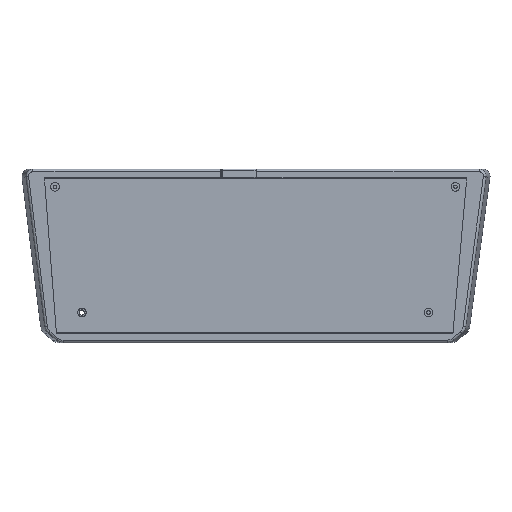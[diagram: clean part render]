
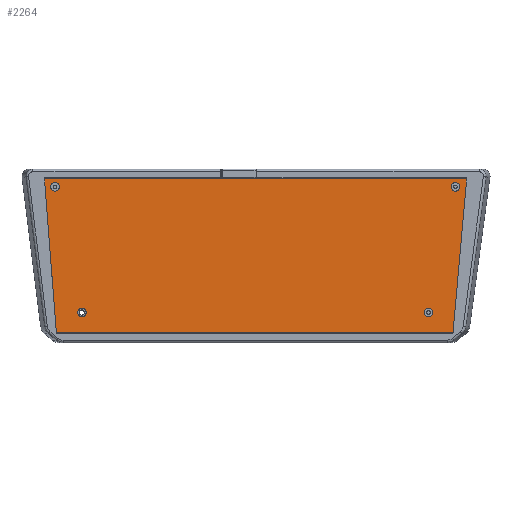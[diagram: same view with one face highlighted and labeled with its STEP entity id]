
A CAD part, top view. The second image highlights one B-rep face of the part: STEP entity #2264.
In plain terms, the highlighted planar face has unit normal (0, 0, 1).
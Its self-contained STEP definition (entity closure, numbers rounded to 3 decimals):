
#56=FACE_BOUND('',#474,.T.);
#212=PLANE('',#2442);
#325=FACE_OUTER_BOUND('',#473,.T.);
#473=EDGE_LOOP('',(#2019,#2020,#2021,#2022));
#474=EDGE_LOOP('',(#2023,#2024,#2025,#2026,#2027,#2028));
#660=LINE('',#3513,#878);
#683=LINE('',#3578,#901);
#685=LINE('',#3581,#903);
#714=LINE('',#3831,#932);
#878=VECTOR('',#2750,10.);
#901=VECTOR('',#2807,10.);
#903=VECTOR('',#2811,10.);
#932=VECTOR('',#2948,10.);
#946=B_SPLINE_CURVE_WITH_KNOTS('',3,(#3047,#3048,#3049,#3050),
 .UNSPECIFIED.,.F.,.F.,(4,4),(0.,0.177),.UNSPECIFIED.);
#948=B_SPLINE_CURVE_WITH_KNOTS('',3,(#3068,#3069,#3070,#3071),
 .UNSPECIFIED.,.F.,.F.,(4,4),(0.,0.177),.UNSPECIFIED.);
#950=B_SPLINE_CURVE_WITH_KNOTS('',3,(#3087,#3088,#3089,#3090),
 .UNSPECIFIED.,.F.,.F.,(4,4),(0.,0.118),.UNSPECIFIED.);
#952=B_SPLINE_CURVE_WITH_KNOTS('',3,(#3106,#3107,#3108,#3109),
 .UNSPECIFIED.,.F.,.F.,(4,4),(0.,0.118),.UNSPECIFIED.);
#954=B_SPLINE_CURVE_WITH_KNOTS('',3,(#3125,#3126,#3127,#3128),
 .UNSPECIFIED.,.F.,.F.,(4,4),(0.,0.177),.UNSPECIFIED.);
#956=B_SPLINE_CURVE_WITH_KNOTS('',3,(#3143,#3144,#3145,#3146),
 .UNSPECIFIED.,.F.,.F.,(4,4),(0.,0.177),.UNSPECIFIED.);
#988=VERTEX_POINT('',#3045);
#989=VERTEX_POINT('',#3046);
#992=VERTEX_POINT('',#3067);
#994=VERTEX_POINT('',#3086);
#996=VERTEX_POINT('',#3105);
#998=VERTEX_POINT('',#3124);
#1102=VERTEX_POINT('',#3510);
#1103=VERTEX_POINT('',#3512);
#1127=VERTEX_POINT('',#3575);
#1128=VERTEX_POINT('',#3577);
#1200=EDGE_CURVE('',#988,#989,#946,.T.);
#1204=EDGE_CURVE('',#989,#992,#948,.T.);
#1207=EDGE_CURVE('',#992,#994,#950,.T.);
#1210=EDGE_CURVE('',#994,#996,#952,.T.);
#1213=EDGE_CURVE('',#996,#998,#954,.T.);
#1216=EDGE_CURVE('',#998,#988,#956,.T.);
#1371=EDGE_CURVE('',#1102,#1103,#660,.T.);
#1404=EDGE_CURVE('',#1127,#1128,#683,.T.);
#1406=EDGE_CURVE('',#1103,#1127,#685,.T.);
#1464=EDGE_CURVE('',#1128,#1102,#714,.T.);
#2019=ORIENTED_EDGE('',*,*,#1371,.F.);
#2020=ORIENTED_EDGE('',*,*,#1464,.F.);
#2021=ORIENTED_EDGE('',*,*,#1404,.F.);
#2022=ORIENTED_EDGE('',*,*,#1406,.F.);
#2023=ORIENTED_EDGE('',*,*,#1210,.T.);
#2024=ORIENTED_EDGE('',*,*,#1213,.T.);
#2025=ORIENTED_EDGE('',*,*,#1216,.T.);
#2026=ORIENTED_EDGE('',*,*,#1200,.T.);
#2027=ORIENTED_EDGE('',*,*,#1204,.T.);
#2028=ORIENTED_EDGE('',*,*,#1207,.T.);
#2264=ADVANCED_FACE('',(#325,#56),#212,.F.);
#2442=AXIS2_PLACEMENT_3D('',#3830,#2946,#2947);
#2750=DIRECTION('',(1.,0.,0.));
#2807=DIRECTION('',(-1.,0.,0.));
#2811=DIRECTION('',(-0.088,-0.996,0.));
#2946=DIRECTION('center_axis',(0.,0.,-1.));
#2947=DIRECTION('ref_axis',(-1.,0.,0.));
#2948=DIRECTION('',(-0.077,0.997,0.));
#3045=CARTESIAN_POINT('',(22.475,12.518,-3.));
#3046=CARTESIAN_POINT('',(22.15,14.153,-3.));
#3047=CARTESIAN_POINT('Ctrl Pts',(22.475,12.518,-3.));
#3048=CARTESIAN_POINT('Ctrl Pts',(22.046,12.947,-3.));
#3049=CARTESIAN_POINT('Ctrl Pts',(21.917,13.592,-3.));
#3050=CARTESIAN_POINT('Ctrl Pts',(22.15,14.153,-3.));
#3067=CARTESIAN_POINT('',(23.535,15.079,-3.));
#3068=CARTESIAN_POINT('Ctrl Pts',(22.15,14.153,-3.));
#3069=CARTESIAN_POINT('Ctrl Pts',(22.382,14.713,-3.));
#3070=CARTESIAN_POINT('Ctrl Pts',(22.929,15.079,-3.));
#3071=CARTESIAN_POINT('Ctrl Pts',(23.535,15.079,-3.));
#3086=CARTESIAN_POINT('',(24.596,14.639,-3.));
#3087=CARTESIAN_POINT('Ctrl Pts',(23.535,15.079,-3.));
#3088=CARTESIAN_POINT('Ctrl Pts',(23.933,15.079,-3.));
#3089=CARTESIAN_POINT('Ctrl Pts',(24.315,14.921,-3.));
#3090=CARTESIAN_POINT('Ctrl Pts',(24.596,14.639,-3.));
#3105=CARTESIAN_POINT('',(25.035,13.579,-3.));
#3106=CARTESIAN_POINT('Ctrl Pts',(24.596,14.639,-3.));
#3107=CARTESIAN_POINT('Ctrl Pts',(24.877,14.358,-3.));
#3108=CARTESIAN_POINT('Ctrl Pts',(25.035,13.976,-3.));
#3109=CARTESIAN_POINT('Ctrl Pts',(25.035,13.579,-3.));
#3124=CARTESIAN_POINT('',(24.109,12.193,-3.));
#3125=CARTESIAN_POINT('Ctrl Pts',(25.035,13.579,-3.));
#3126=CARTESIAN_POINT('Ctrl Pts',(25.035,12.972,-3.));
#3127=CARTESIAN_POINT('Ctrl Pts',(24.67,12.425,-3.));
#3128=CARTESIAN_POINT('Ctrl Pts',(24.109,12.193,-3.));
#3143=CARTESIAN_POINT('Ctrl Pts',(24.109,12.193,-3.));
#3144=CARTESIAN_POINT('Ctrl Pts',(23.549,11.961,-3.));
#3145=CARTESIAN_POINT('Ctrl Pts',(22.904,12.089,-3.));
#3146=CARTESIAN_POINT('Ctrl Pts',(22.475,12.518,-3.));
#3510=CARTESIAN_POINT('',(1.925,91.187,-3.));
#3512=CARTESIAN_POINT('',(245.617,91.187,-3.));
#3513=CARTESIAN_POINT('',(124.886,91.187,-3.));
#3575=CARTESIAN_POINT('',(237.701,2.087,-3.));
#3577=CARTESIAN_POINT('',(8.817,2.087,-3.));
#3578=CARTESIAN_POINT('',(9.789,2.087,-3.));
#3581=CARTESIAN_POINT('',(237.786,3.044,-3.));
#3830=CARTESIAN_POINT('Origin',(223.489,13.52,-3.));
#3831=CARTESIAN_POINT('',(8.742,3.056,-3.));
